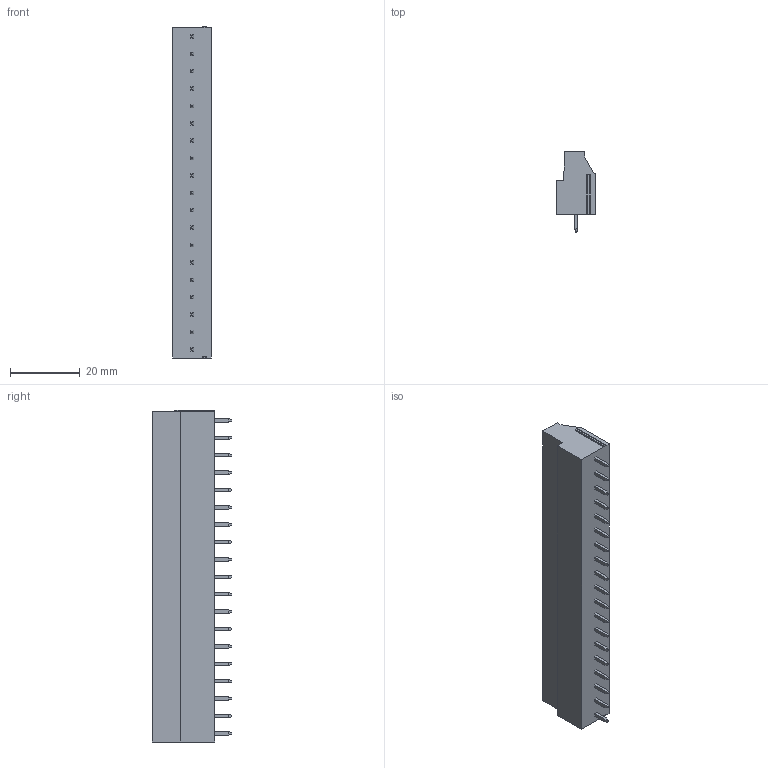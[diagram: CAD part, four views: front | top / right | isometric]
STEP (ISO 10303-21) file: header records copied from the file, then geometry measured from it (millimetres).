
FILE_DESCRIPTION((''),'2;1');
FILE_NAME('PRT0050','2024-10-19T',('yanfa'),(''),'PRO/ENGINEER BY PARAMETRIC TECHNOLOGY CORPORATION, 2009280','PRO/ENGINEER BY PARAMETRIC TECHNOLOGY CORPORATION, 2009280','');
FILE_SCHEMA(('AUTOMOTIVE_DESIGN_CC2 { 1 2 10303 214 -1 1 5 2 }'));
Length unit declared in the file: millimetre
Products named in the file (1): PRT0050
Bounding box: 11.2 x 23 x 95.5 mm (x, y, z)
Volume: 15528.4 mm3; surface area: 6992.8 mm2
Topology: 1 solids, 1 shells, 671 faces, 1608 edges, 996 vertices
Faces by surface type: plane 436, cylinder 121, cone 76, torus 38
Entity records: 19286 total; most frequent: CARTESIAN_POINT 3541, DIRECTION 3268, ORIENTED_EDGE 3216, EDGE_CURVE 1608, VECTOR 1138, LINE 1138, AXIS2_PLACEMENT_3D 1065, VERTEX_POINT 996
